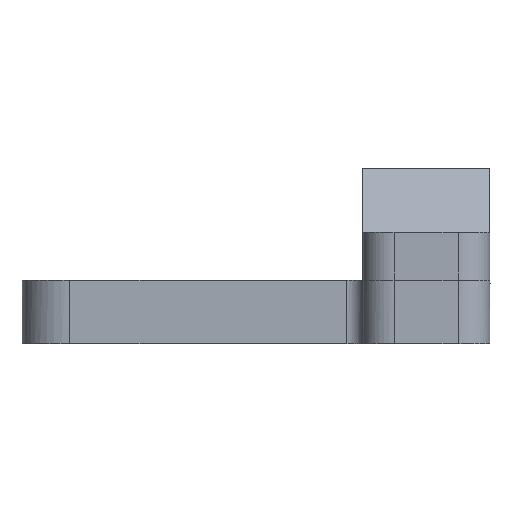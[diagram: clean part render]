
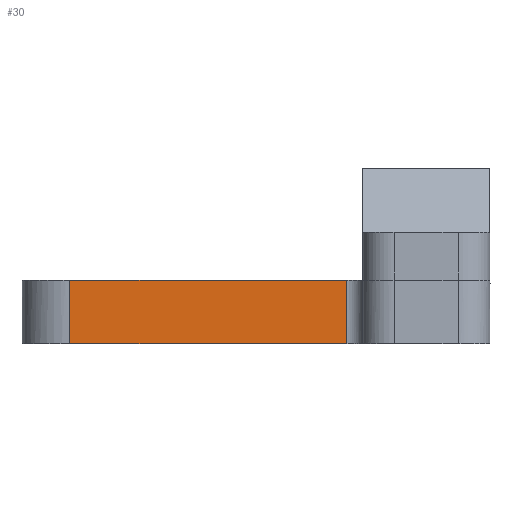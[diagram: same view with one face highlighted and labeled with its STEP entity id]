
A CAD part, left-side view. The second image highlights one B-rep face of the part: STEP entity #30.
In plain terms, the highlighted free-form (B-spline) face has degree [2, 1] with [3, 2] control points.
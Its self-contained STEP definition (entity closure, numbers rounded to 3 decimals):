
#30=ADVANCED_FACE('',(#83),#900,.T.);
#83=FACE_OUTER_BOUND('',#136,.T.);
#136=EDGE_LOOP('',(#221,#222,#223,#224));
#221=ORIENTED_EDGE('',*,*,#516,.F.);
#222=ORIENTED_EDGE('',*,*,#517,.T.);
#223=ORIENTED_EDGE('',*,*,#518,.F.);
#224=ORIENTED_EDGE('',*,*,#514,.F.);
#514=EDGE_CURVE('',#801,#802,#688,.T.);
#516=EDGE_CURVE('',#803,#801,#690,.T.);
#517=EDGE_CURVE('',#803,#804,#691,.T.);
#518=EDGE_CURVE('',#802,#804,#692,.T.);
#688=(
BOUNDED_CURVE()
B_SPLINE_CURVE(1,(#1562,#1563),.UNSPECIFIED.,.F.,.F.)
B_SPLINE_CURVE_WITH_KNOTS((2,2),(0.,4.),.UNSPECIFIED.)
CURVE()
GEOMETRIC_REPRESENTATION_ITEM()
RATIONAL_B_SPLINE_CURVE((1.,1.))
REPRESENTATION_ITEM('')
);
#690=(
BOUNDED_CURVE()
B_SPLINE_CURVE(2,(#1567,#1568,#1569),.UNSPECIFIED.,.F.,.F.)
B_SPLINE_CURVE_WITH_KNOTS((3,3),(-321.712,-304.312),
 .UNSPECIFIED.)
CURVE()
GEOMETRIC_REPRESENTATION_ITEM()
RATIONAL_B_SPLINE_CURVE((1.,1.,1.))
REPRESENTATION_ITEM('')
);
#691=(
BOUNDED_CURVE()
B_SPLINE_CURVE(1,(#1570,#1571),.UNSPECIFIED.,.F.,.F.)
B_SPLINE_CURVE_WITH_KNOTS((2,2),(0.,4.),.UNSPECIFIED.)
CURVE()
GEOMETRIC_REPRESENTATION_ITEM()
RATIONAL_B_SPLINE_CURVE((1.,1.))
REPRESENTATION_ITEM('')
);
#692=(
BOUNDED_CURVE()
B_SPLINE_CURVE(2,(#1572,#1573,#1574),.UNSPECIFIED.,.F.,.F.)
B_SPLINE_CURVE_WITH_KNOTS((3,3),(304.312,321.712),
 .UNSPECIFIED.)
CURVE()
GEOMETRIC_REPRESENTATION_ITEM()
RATIONAL_B_SPLINE_CURVE((1.,1.,1.))
REPRESENTATION_ITEM('')
);
#801=VERTEX_POINT('',#1416);
#802=VERTEX_POINT('',#1417);
#803=VERTEX_POINT('',#1418);
#804=VERTEX_POINT('',#1419);
#900=(
BOUNDED_SURFACE()
B_SPLINE_SURFACE(2,1,((#1023,#1024),(#1025,#1026),(#1027,#1028)),
 .UNSPECIFIED.,.F.,.F.,.F.)
B_SPLINE_SURFACE_WITH_KNOTS((3,3),(2,2),(304.312,321.712),
(0.,4.),.UNSPECIFIED.)
GEOMETRIC_REPRESENTATION_ITEM()
RATIONAL_B_SPLINE_SURFACE(((1.,1.),(1.,1.),(1.,1.)))
REPRESENTATION_ITEM('')
SURFACE()
);
#1023=CARTESIAN_POINT('',(-13.35,17.4,0.));
#1024=CARTESIAN_POINT('',(-13.35,17.4,4.));
#1025=CARTESIAN_POINT('',(-13.35,8.7,0.));
#1026=CARTESIAN_POINT('',(-13.35,8.7,4.));
#1027=CARTESIAN_POINT('',(-13.35,0.,0.));
#1028=CARTESIAN_POINT('',(-13.35,0.,4.));
#1416=CARTESIAN_POINT('',(-13.35,17.4,0.));
#1417=CARTESIAN_POINT('',(-13.35,17.4,4.));
#1418=CARTESIAN_POINT('',(-13.35,0.,0.));
#1419=CARTESIAN_POINT('',(-13.35,0.,4.));
#1562=CARTESIAN_POINT('',(-13.35,17.4,0.));
#1563=CARTESIAN_POINT('',(-13.35,17.4,4.));
#1567=CARTESIAN_POINT('',(-13.35,0.,0.));
#1568=CARTESIAN_POINT('',(-13.35,8.7,0.));
#1569=CARTESIAN_POINT('',(-13.35,17.4,0.));
#1570=CARTESIAN_POINT('',(-13.35,0.,0.));
#1571=CARTESIAN_POINT('',(-13.35,0.,4.));
#1572=CARTESIAN_POINT('',(-13.35,17.4,4.));
#1573=CARTESIAN_POINT('',(-13.35,8.7,4.));
#1574=CARTESIAN_POINT('',(-13.35,0.,4.));
